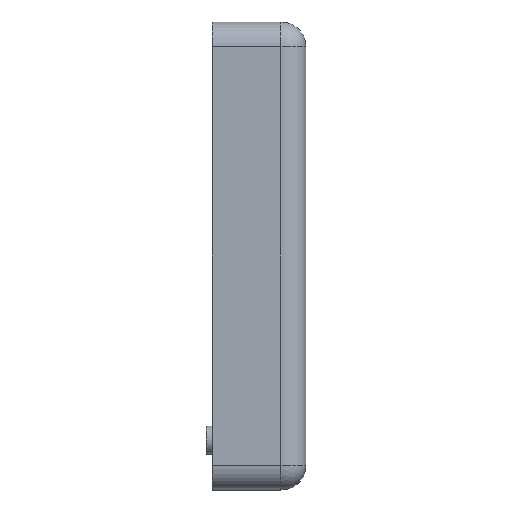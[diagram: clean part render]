
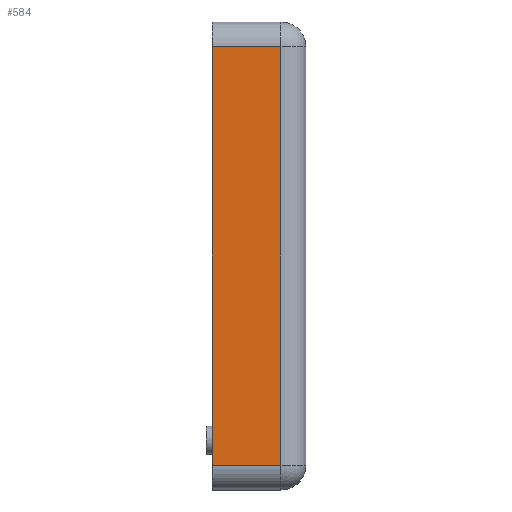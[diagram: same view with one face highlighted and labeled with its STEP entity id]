
A CAD part, left-side view. The second image highlights one B-rep face of the part: STEP entity #584.
In plain terms, the highlighted planar face has unit normal (-1, 0, 0).
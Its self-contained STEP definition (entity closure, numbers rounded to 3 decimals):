
#106 = VECTOR ( 'NONE', #1570, 1000. ) ;
#296 = DIRECTION ( 'NONE',  ( 1., 0., 0. ) ) ;
#354 = LINE ( 'NONE', #3866, #4342 ) ;
#410 = EDGE_CURVE ( 'NONE', #763, #2589, #3243, .T. ) ;
#584 = ADVANCED_FACE ( 'NONE', ( #4191 ), #2241, .F. ) ;
#709 = ORIENTED_EDGE ( 'NONE', *, *, #2225, .T. ) ;
#755 = VERTEX_POINT ( 'NONE', #1210 ) ;
#763 = VERTEX_POINT ( 'NONE', #1104 ) ;
#800 = CARTESIAN_POINT ( 'NONE',  ( -60., 4., 33.5 ) ) ;
#912 = AXIS2_PLACEMENT_3D ( 'NONE', #1072, #296, #2998 ) ;
#936 = EDGE_CURVE ( 'NONE', #2589, #755, #2970, .T. ) ;
#1072 = CARTESIAN_POINT ( 'NONE',  ( -60., 15., -37.5 ) ) ;
#1104 = CARTESIAN_POINT ( 'NONE',  ( -60., 4., -33.5 ) ) ;
#1137 = LINE ( 'NONE', #3914, #106 ) ;
#1159 = DIRECTION ( 'NONE',  ( 0., 0., 1. ) ) ;
#1161 = VERTEX_POINT ( 'NONE', #3707 ) ;
#1210 = CARTESIAN_POINT ( 'NONE',  ( -60., 15., 33.5 ) ) ;
#1300 = EDGE_LOOP ( 'NONE', ( #4448, #4961, #1638, #709 ) ) ;
#1570 = DIRECTION ( 'NONE',  ( 0., -1., 0. ) ) ;
#1638 = ORIENTED_EDGE ( 'NONE', *, *, #2147, .F. ) ;
#1869 = DIRECTION ( 'NONE',  ( 0., 1., 0. ) ) ;
#2147 = EDGE_CURVE ( 'NONE', #1161, #755, #354, .T. ) ;
#2225 = EDGE_CURVE ( 'NONE', #1161, #763, #1137, .T. ) ;
#2241 = PLANE ( 'NONE',  #912 ) ;
#2539 = CARTESIAN_POINT ( 'NONE',  ( -60., 4., -37.5 ) ) ;
#2589 = VERTEX_POINT ( 'NONE', #800 ) ;
#2970 = LINE ( 'NONE', #2986, #4911 ) ;
#2986 = CARTESIAN_POINT ( 'NONE',  ( -60., 15., 33.5 ) ) ;
#2998 = DIRECTION ( 'NONE',  ( 0., 0., -1. ) ) ;
#3243 = LINE ( 'NONE', #2539, #3883 ) ;
#3697 = DIRECTION ( 'NONE',  ( 0., 0., 1. ) ) ;
#3707 = CARTESIAN_POINT ( 'NONE',  ( -60., 15., -33.5 ) ) ;
#3866 = CARTESIAN_POINT ( 'NONE',  ( -60., 15., -37.5 ) ) ;
#3883 = VECTOR ( 'NONE', #3697, 1000. ) ;
#3914 = CARTESIAN_POINT ( 'NONE',  ( -60., 15., -33.5 ) ) ;
#4191 = FACE_OUTER_BOUND ( 'NONE', #1300, .T. ) ;
#4342 = VECTOR ( 'NONE', #1159, 1000. ) ;
#4448 = ORIENTED_EDGE ( 'NONE', *, *, #410, .T. ) ;
#4911 = VECTOR ( 'NONE', #1869, 1000. ) ;
#4961 = ORIENTED_EDGE ( 'NONE', *, *, #936, .T. ) ;
